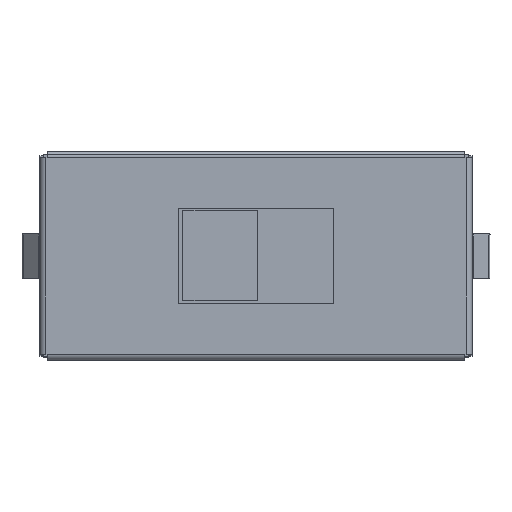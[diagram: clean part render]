
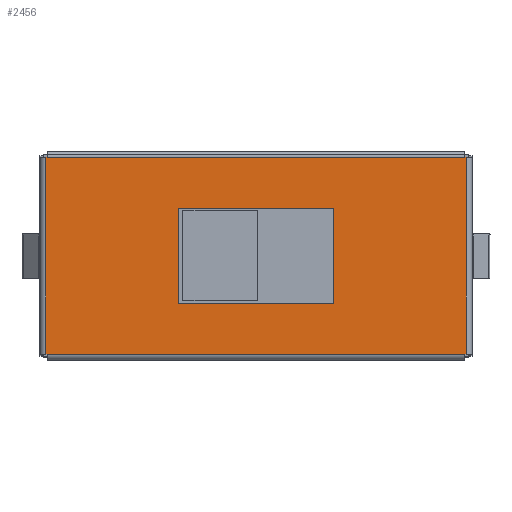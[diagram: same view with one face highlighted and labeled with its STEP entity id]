
A CAD part, top view. The second image highlights one B-rep face of the part: STEP entity #2456.
In plain terms, the highlighted planar face has unit normal (0, 0, 1).
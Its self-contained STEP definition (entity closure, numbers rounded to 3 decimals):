
#52=FACE_BOUND('',#435,.T.);
#126=PLANE('',#2710);
#278=FACE_OUTER_BOUND('',#434,.T.);
#434=EDGE_LOOP('',(#2088,#2089,#2090,#2091,#2092,#2093,#2094,#2095));
#435=EDGE_LOOP('',(#2096,#2097,#2098,#2099));
#609=LINE('',#3816,#888);
#615=LINE('',#3834,#894);
#619=LINE('',#3844,#898);
#626=LINE('',#3864,#905);
#657=LINE('',#3938,#936);
#662=LINE('',#3953,#941);
#666=LINE('',#3961,#945);
#669=LINE('',#3968,#948);
#670=LINE('',#3974,#949);
#671=LINE('',#3976,#950);
#672=LINE('',#3978,#951);
#673=LINE('',#3979,#952);
#888=VECTOR('',#3094,10.);
#894=VECTOR('',#3118,10.);
#898=VECTOR('',#3130,10.);
#905=VECTOR('',#3151,10.);
#936=VECTOR('',#3218,10.);
#941=VECTOR('',#3241,10.);
#945=VECTOR('',#3251,10.);
#948=VECTOR('',#3262,10.);
#949=VECTOR('',#3269,10.);
#950=VECTOR('',#3270,10.);
#951=VECTOR('',#3271,10.);
#952=VECTOR('',#3272,10.);
#1203=VERTEX_POINT('',#3813);
#1204=VERTEX_POINT('',#3815);
#1207=VERTEX_POINT('',#3833);
#1209=VERTEX_POINT('',#3843);
#1215=VERTEX_POINT('',#3862);
#1239=VERTEX_POINT('',#3935);
#1240=VERTEX_POINT('',#3937);
#1241=VERTEX_POINT('',#3952);
#1243=VERTEX_POINT('',#3972);
#1244=VERTEX_POINT('',#3973);
#1245=VERTEX_POINT('',#3975);
#1246=VERTEX_POINT('',#3977);
#1464=EDGE_CURVE('',#1204,#1203,#609,.T.);
#1473=EDGE_CURVE('',#1207,#1204,#615,.T.);
#1479=EDGE_CURVE('',#1209,#1207,#619,.T.);
#1490=EDGE_CURVE('',#1203,#1215,#626,.T.);
#1526=EDGE_CURVE('',#1240,#1239,#657,.T.);
#1534=EDGE_CURVE('',#1241,#1240,#662,.T.);
#1539=EDGE_CURVE('',#1215,#1241,#666,.T.);
#1543=EDGE_CURVE('',#1239,#1209,#669,.T.);
#1544=EDGE_CURVE('',#1243,#1244,#670,.T.);
#1545=EDGE_CURVE('',#1244,#1245,#671,.T.);
#1546=EDGE_CURVE('',#1245,#1246,#672,.T.);
#1547=EDGE_CURVE('',#1246,#1243,#673,.T.);
#2088=ORIENTED_EDGE('',*,*,#1473,.T.);
#2089=ORIENTED_EDGE('',*,*,#1464,.T.);
#2090=ORIENTED_EDGE('',*,*,#1490,.T.);
#2091=ORIENTED_EDGE('',*,*,#1539,.T.);
#2092=ORIENTED_EDGE('',*,*,#1534,.T.);
#2093=ORIENTED_EDGE('',*,*,#1526,.T.);
#2094=ORIENTED_EDGE('',*,*,#1543,.T.);
#2095=ORIENTED_EDGE('',*,*,#1479,.T.);
#2096=ORIENTED_EDGE('',*,*,#1544,.T.);
#2097=ORIENTED_EDGE('',*,*,#1545,.T.);
#2098=ORIENTED_EDGE('',*,*,#1546,.T.);
#2099=ORIENTED_EDGE('',*,*,#1547,.T.);
#2456=ADVANCED_FACE('',(#278,#52),#126,.T.);
#2710=AXIS2_PLACEMENT_3D('',#3971,#3267,#3268);
#3094=DIRECTION('',(1.,0.,0.));
#3118=DIRECTION('',(1.,0.,0.));
#3130=DIRECTION('',(0.,-1.,0.));
#3151=DIRECTION('',(1.,0.,0.));
#3218=DIRECTION('',(-1.,0.,0.));
#3241=DIRECTION('',(-1.,0.,0.));
#3251=DIRECTION('',(0.,1.,0.));
#3262=DIRECTION('',(-1.,0.,0.));
#3267=DIRECTION('center_axis',(0.,0.,1.));
#3268=DIRECTION('ref_axis',(1.,0.,0.));
#3269=DIRECTION('',(0.,-1.,0.));
#3270=DIRECTION('',(-1.,0.,0.));
#3271=DIRECTION('',(0.,1.,0.));
#3272=DIRECTION('',(1.,0.,0.));
#3813=CARTESIAN_POINT('',(7.,-3.3,0.1));
#3815=CARTESIAN_POINT('',(-7.,-3.3,0.1));
#3816=CARTESIAN_POINT('',(3.525,-3.3,0.1));
#3833=CARTESIAN_POINT('',(-7.05,-3.3,0.1));
#3834=CARTESIAN_POINT('',(3.525,-3.3,0.1));
#3843=CARTESIAN_POINT('',(-7.05,3.3,0.1));
#3844=CARTESIAN_POINT('',(-7.05,-1.75,0.1));
#3862=CARTESIAN_POINT('',(7.05,-3.3,0.1));
#3864=CARTESIAN_POINT('',(3.525,-3.3,0.1));
#3935=CARTESIAN_POINT('',(-7.,3.3,0.1));
#3937=CARTESIAN_POINT('',(7.,3.3,0.1));
#3938=CARTESIAN_POINT('',(-3.525,3.3,0.1));
#3952=CARTESIAN_POINT('',(7.05,3.3,0.1));
#3953=CARTESIAN_POINT('',(-3.525,3.3,0.1));
#3961=CARTESIAN_POINT('',(7.05,1.75,0.1));
#3968=CARTESIAN_POINT('',(-3.525,3.3,0.1));
#3971=CARTESIAN_POINT('Origin',(0.,0.,0.1));
#3972=CARTESIAN_POINT('',(2.6,1.6,0.1));
#3973=CARTESIAN_POINT('',(2.6,-1.6,0.1));
#3974=CARTESIAN_POINT('',(2.6,-1.6,0.1));
#3975=CARTESIAN_POINT('',(-2.6,-1.6,0.1));
#3976=CARTESIAN_POINT('',(-2.6,-1.6,0.1));
#3977=CARTESIAN_POINT('',(-2.6,1.6,0.1));
#3978=CARTESIAN_POINT('',(-2.6,1.6,0.1));
#3979=CARTESIAN_POINT('',(2.6,1.6,0.1));
